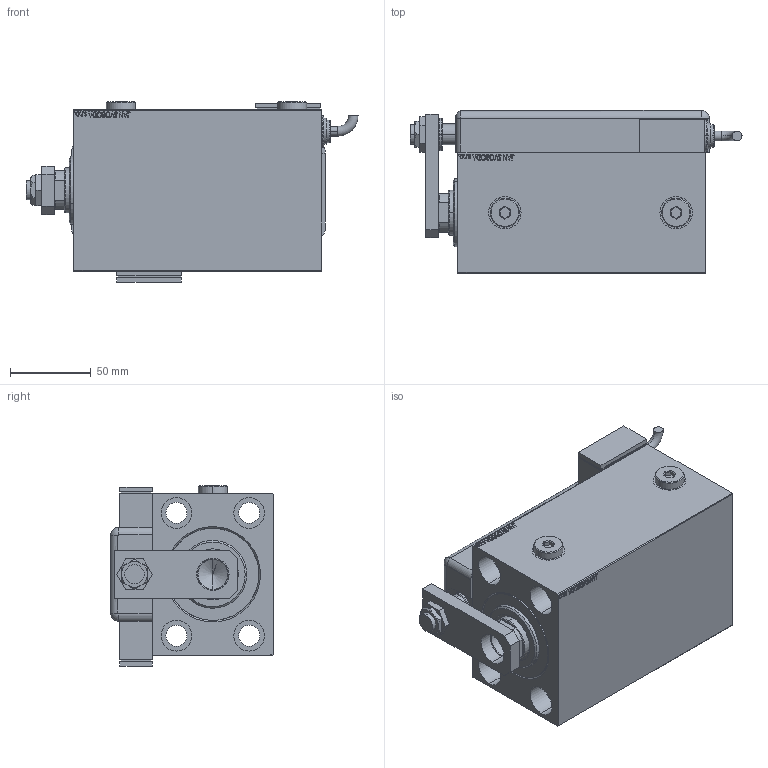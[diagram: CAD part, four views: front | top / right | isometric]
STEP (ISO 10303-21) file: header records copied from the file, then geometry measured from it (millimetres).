
FILE_DESCRIPTION (( 'STEP AP203' ), '1' );
FILE_NAME ('a473.STEP', '2023-04-11T12:19:13', ( '' ), ( '' ), 'SwSTEP 2.0', 'SolidWorks 2019', '' );
FILE_SCHEMA (( 'CONFIG_CONTROL_DESIGN' ));
Length unit declared in the file: millimetre
Products named in the file (14): MAGNETIC SWITCH Q 7657684bbe72608ba03c9b15fc0ad1e4; SWITCH DIM A_G 7657684bbe72608ba03c9b15fc0ad1e4; V450CM_C_Body 7657684bbe72608ba03c9b15fc0ad1e4; ZARAZKA_Q 7657684bbe72608ba03c9b15fc0ad1e4; V450CM_C_VCP 7657684bbe72608ba03c9b15fc0ad1e4; V450CM_VC_B 7657684bbe72608ba03c9b15fc0ad1e4; NUT_D19 7657684bbe72608ba03c9b15fc0ad1e4; TYC 7657684bbe72608ba03c9b15fc0ad1e4; SWITCH_Q_FRONT_BACK 7657684bbe72608ba03c9b15fc0ad1e4; SWITCH Q 7657684bbe72608ba03c9b15fc0ad1e4; KRYT 7657684bbe72608ba03c9b15fc0ad1e4; Zatka_OIL_PORT 7657684bbe72608ba03c9b15fc0ad1e4; NUT_D13 7657684bbe72608ba03c9b15fc0ad1e4; a473
Assembly tree (15 placements, depth 3):
  a473
    V450CM_C_Body 7657684bbe72608ba03c9b15fc0ad1e4
    V450CM_C_VCP 7657684bbe72608ba03c9b15fc0ad1e4
    V450CM_VC_B 7657684bbe72608ba03c9b15fc0ad1e4
    MAGNETIC SWITCH Q 7657684bbe72608ba03c9b15fc0ad1e4
      SWITCH_Q_FRONT_BACK 7657684bbe72608ba03c9b15fc0ad1e4
      TYC 7657684bbe72608ba03c9b15fc0ad1e4
      ZARAZKA_Q 7657684bbe72608ba03c9b15fc0ad1e4
      SWITCH DIM A_G 7657684bbe72608ba03c9b15fc0ad1e4
      NUT_D19 7657684bbe72608ba03c9b15fc0ad1e4
      NUT_D13 7657684bbe72608ba03c9b15fc0ad1e4
      KRYT 7657684bbe72608ba03c9b15fc0ad1e4
      SWITCH Q 7657684bbe72608ba03c9b15fc0ad1e4  x2
    Zatka_OIL_PORT 7657684bbe72608ba03c9b15fc0ad1e4  x2
Bounding box: 205.46 x 100.8 x 111.9 mm (x, y, z)
Volume: 1105536.9 mm3; surface area: 218099.5 mm2
Topology: 15 solids, 15 shells, 1303 faces, 3286 edges, 2163 vertices
Faces by surface type: plane 649, bspline 471, cylinder 133, cone 26, torus 22, sphere 2
Entity records: 61098 total; most frequent: CARTESIAN_POINT 32513, ORIENTED_EDGE 6296, DIRECTION 4060, EDGE_CURVE 3148, VERTEX_POINT 2079, VECTOR 1876, LINE 1876, EDGE_LOOP 1425
